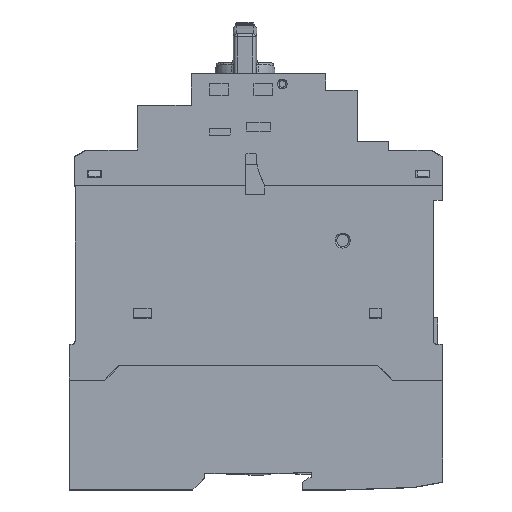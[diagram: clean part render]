
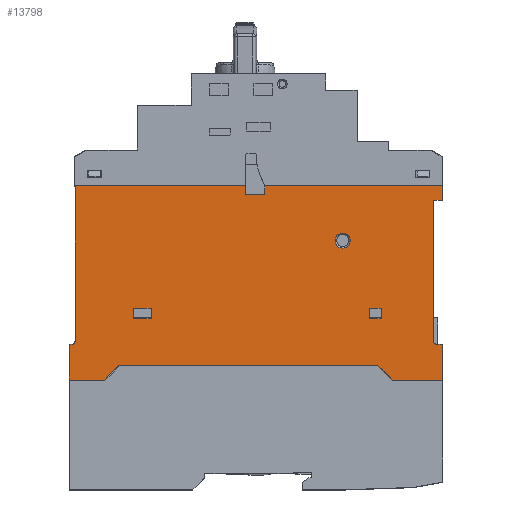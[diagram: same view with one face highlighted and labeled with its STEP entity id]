
A CAD part, top view. The second image highlights one B-rep face of the part: STEP entity #13798.
In plain terms, the highlighted planar face has unit normal (0, 0, 1).
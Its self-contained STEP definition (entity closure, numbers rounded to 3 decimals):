
#262=DIRECTION('',(0.,1.,0.));
#263=VECTOR('',#262,52.);
#264=CARTESIAN_POINT('',(-53.306,15.173,27.));
#265=LINE('',#264,#263);
#488=DIRECTION('',(1.,0.,0.));
#489=VECTOR('',#488,1.);
#490=CARTESIAN_POINT('',(-55.306,14.173,27.));
#491=LINE('',#490,#489);
#581=DIRECTION('',(0.,1.,0.));
#582=VECTOR('',#581,47.2);
#583=CARTESIAN_POINT('',(66.694,15.173,27.));
#584=LINE('',#583,#582);
#588=CARTESIAN_POINT('',(67.694,15.173,27.));
#589=DIRECTION('',(0.,0.,-1.));
#590=DIRECTION('',(0.,-1.,0.));
#591=AXIS2_PLACEMENT_3D('',#588,#589,#590);
#596=DIRECTION('',(0.707,-0.707,0.));
#597=VECTOR('',#596,7.071);
#598=CARTESIAN_POINT('',(47.994,7.173,27.));
#599=LINE('',#598,#597);
#603=DIRECTION('',(0.707,0.707,0.));
#604=VECTOR('',#603,7.071);
#605=CARTESIAN_POINT('',(-43.606,2.173,27.));
#606=LINE('',#605,#604);
#610=CARTESIAN_POINT('',(-54.306,15.173,27.));
#611=DIRECTION('',(0.,0.,-1.));
#612=DIRECTION('',(1.,0.,0.));
#613=AXIS2_PLACEMENT_3D('',#610,#611,#612);
#618=DIRECTION('',(-1.,0.,0.));
#619=VECTOR('',#618,57.);
#620=CARTESIAN_POINT('',(3.694,67.173,27.));
#621=LINE('',#620,#619);
#625=DIRECTION('',(-1.,0.,0.));
#626=VECTOR('',#625,59.5);
#627=CARTESIAN_POINT('',(69.694,67.173,27.));
#628=LINE('',#627,#626);
#632=CARTESIAN_POINT('',(36.294,48.873,27.));
#633=DIRECTION('',(0.,0.,-1.));
#634=DIRECTION('',(1.,0.,0.));
#635=AXIS2_PLACEMENT_3D('',#632,#633,#634);
#640=CARTESIAN_POINT('',(36.294,48.873,27.));
#641=DIRECTION('',(0.,0.,-1.));
#642=DIRECTION('',(-1.,0.,0.));
#643=AXIS2_PLACEMENT_3D('',#640,#641,#642);
#648=DIRECTION('',(-1.,0.,0.));
#649=VECTOR('',#648,4.);
#650=CARTESIAN_POINT('',(49.194,22.673,27.));
#651=LINE('',#650,#649);
#655=DIRECTION('',(0.,-1.,0.));
#656=VECTOR('',#655,3.5);
#657=CARTESIAN_POINT('',(49.194,26.173,27.));
#658=LINE('',#657,#656);
#662=DIRECTION('',(1.,0.,0.));
#663=VECTOR('',#662,4.);
#664=CARTESIAN_POINT('',(45.194,26.173,27.));
#665=LINE('',#664,#663);
#669=DIRECTION('',(0.,1.,0.));
#670=VECTOR('',#669,3.5);
#671=CARTESIAN_POINT('',(45.194,22.673,27.));
#672=LINE('',#671,#670);
#676=DIRECTION('',(0.,1.,0.));
#677=VECTOR('',#676,3.5);
#678=CARTESIAN_POINT('',(-33.806,22.673,27.));
#679=LINE('',#678,#677);
#683=DIRECTION('',(-1.,0.,0.));
#684=VECTOR('',#683,6.);
#685=CARTESIAN_POINT('',(-27.806,22.673,27.));
#686=LINE('',#685,#684);
#690=DIRECTION('',(0.,-1.,0.));
#691=VECTOR('',#690,3.5);
#692=CARTESIAN_POINT('',(-27.806,26.173,27.));
#693=LINE('',#692,#691);
#697=DIRECTION('',(1.,0.,0.));
#698=VECTOR('',#697,6.);
#699=CARTESIAN_POINT('',(-33.806,26.173,27.));
#700=LINE('',#699,#698);
#790=DIRECTION('',(1.,0.,0.));
#791=VECTOR('',#790,2.);
#792=CARTESIAN_POINT('',(67.694,14.173,27.));
#793=LINE('',#792,#791);
#1308=DIRECTION('',(-1.,0.,0.));
#1309=VECTOR('',#1308,3.);
#1310=CARTESIAN_POINT('',(69.694,62.373,27.));
#1311=LINE('',#1310,#1309);
#2446=DIRECTION('',(0.,-1.,0.));
#2447=VECTOR('',#2446,4.8);
#2448=CARTESIAN_POINT('',(69.694,67.173,27.));
#2449=LINE('',#2448,#2447);
#2572=DIRECTION('',(0.,1.,0.));
#2573=VECTOR('',#2572,3.);
#2574=CARTESIAN_POINT('',(10.194,64.173,27.));
#2575=LINE('',#2574,#2573);
#2593=DIRECTION('',(1.,0.,0.));
#2594=VECTOR('',#2593,6.5);
#2595=CARTESIAN_POINT('',(3.694,64.173,27.));
#2596=LINE('',#2595,#2594);
#2621=DIRECTION('',(0.,-1.,0.));
#2622=VECTOR('',#2621,3.);
#2623=CARTESIAN_POINT('',(3.694,67.173,27.));
#2624=LINE('',#2623,#2622);
#7803=DIRECTION('',(0.,1.,0.));
#7804=VECTOR('',#7803,12.);
#7805=CARTESIAN_POINT('',(-55.306,2.173,27.));
#7806=LINE('',#7805,#7804);
#7824=DIRECTION('',(-1.,0.,0.));
#7825=VECTOR('',#7824,11.7);
#7826=CARTESIAN_POINT('',(-43.606,2.173,27.));
#7827=LINE('',#7826,#7825);
#7880=DIRECTION('',(-1.,0.,0.));
#7881=VECTOR('',#7880,86.6);
#7882=CARTESIAN_POINT('',(47.994,7.173,27.));
#7883=LINE('',#7882,#7881);
#7901=DIRECTION('',(-1.,0.,0.));
#7902=VECTOR('',#7901,16.7);
#7903=CARTESIAN_POINT('',(69.694,2.173,27.));
#7904=LINE('',#7903,#7902);
#7915=DIRECTION('',(0.,-1.,0.));
#7916=VECTOR('',#7915,12.);
#7917=CARTESIAN_POINT('',(69.694,14.173,27.));
#7918=LINE('',#7917,#7916);
#11380=CARTESIAN_POINT('',(3.694,64.173,27.));
#11382=VERTEX_POINT('',#11380);
#11400=CARTESIAN_POINT('',(10.194,67.173,27.));
#11402=VERTEX_POINT('',#11400);
#11623=CARTESIAN_POINT('',(66.694,15.173,27.));
#11624=CARTESIAN_POINT('',(66.694,62.373,27.));
#11625=VERTEX_POINT('',#11623);
#11626=VERTEX_POINT('',#11624);
#11799=CARTESIAN_POINT('',(45.194,22.673,27.));
#11801=VERTEX_POINT('',#11799);
#11918=CARTESIAN_POINT('',(45.194,26.173,27.));
#11919=VERTEX_POINT('',#11918);
#12189=CARTESIAN_POINT('',(33.794,48.873,27.));
#12190=CARTESIAN_POINT('',(38.794,48.873,27.));
#12191=VERTEX_POINT('',#12189);
#12192=VERTEX_POINT('',#12190);
#12197=CARTESIAN_POINT('',(49.194,22.673,27.));
#12199=VERTEX_POINT('',#12197);
#12212=CARTESIAN_POINT('',(52.994,2.173,27.));
#12214=VERTEX_POINT('',#12212);
#12243=CARTESIAN_POINT('',(3.694,67.173,27.));
#12244=CARTESIAN_POINT('',(-53.306,67.173,27.));
#12245=VERTEX_POINT('',#12243);
#12246=VERTEX_POINT('',#12244);
#12359=CARTESIAN_POINT('',(49.194,26.173,27.));
#12361=VERTEX_POINT('',#12359);
#12369=CARTESIAN_POINT('',(-55.306,2.173,27.));
#12370=CARTESIAN_POINT('',(-55.306,14.173,27.));
#12371=VERTEX_POINT('',#12369);
#12372=VERTEX_POINT('',#12370);
#12378=CARTESIAN_POINT('',(-43.606,2.173,27.));
#12380=VERTEX_POINT('',#12378);
#12569=CARTESIAN_POINT('',(-33.806,26.173,27.));
#12570=VERTEX_POINT('',#12569);
#12573=CARTESIAN_POINT('',(-53.306,15.173,27.));
#12574=CARTESIAN_POINT('',(-54.306,14.173,27.));
#12575=VERTEX_POINT('',#12573);
#12576=VERTEX_POINT('',#12574);
#12581=CARTESIAN_POINT('',(-27.806,26.173,27.));
#12582=VERTEX_POINT('',#12581);
#12595=CARTESIAN_POINT('',(10.194,64.173,27.));
#12596=VERTEX_POINT('',#12595);
#12895=CARTESIAN_POINT('',(-33.806,22.673,27.));
#12896=VERTEX_POINT('',#12895);
#12933=CARTESIAN_POINT('',(-38.606,7.173,27.));
#12934=VERTEX_POINT('',#12933);
#12998=CARTESIAN_POINT('',(69.694,62.373,27.));
#12999=VERTEX_POINT('',#12998);
#13014=CARTESIAN_POINT('',(69.694,14.173,27.));
#13015=VERTEX_POINT('',#13014);
#13129=CARTESIAN_POINT('',(-27.806,22.673,27.));
#13130=VERTEX_POINT('',#13129);
#13161=CARTESIAN_POINT('',(69.694,67.173,27.));
#13162=VERTEX_POINT('',#13161);
#13177=CARTESIAN_POINT('',(69.694,2.173,27.));
#13178=VERTEX_POINT('',#13177);
#13191=CARTESIAN_POINT('',(67.694,14.173,27.));
#13192=VERTEX_POINT('',#13191);
#13195=CARTESIAN_POINT('',(47.994,7.173,27.));
#13196=VERTEX_POINT('',#13195);
#13729=CARTESIAN_POINT('',(69.694,72.173,27.));
#13730=DIRECTION('',(0.,0.,-1.));
#13731=DIRECTION('',(-1.,0.,0.));
#13732=AXIS2_PLACEMENT_3D('',#13729,#13730,#13731);
#13733=PLANE('',#13732);
#13735=ORIENTED_EDGE('',*,*,#13734,.F.);
#13737=ORIENTED_EDGE('',*,*,#13736,.F.);
#13739=ORIENTED_EDGE('',*,*,#13738,.T.);
#13741=ORIENTED_EDGE('',*,*,#13740,.T.);
#13743=ORIENTED_EDGE('',*,*,#13742,.T.);
#13745=ORIENTED_EDGE('',*,*,#13744,.F.);
#13747=ORIENTED_EDGE('',*,*,#13746,.T.);
#13749=ORIENTED_EDGE('',*,*,#13748,.F.);
#13751=ORIENTED_EDGE('',*,*,#13750,.T.);
#13753=ORIENTED_EDGE('',*,*,#13752,.T.);
#13754=ORIENTED_EDGE('',*,*,#13569,.T.);
#13755=ORIENTED_EDGE('',*,*,#13715,.F.);
#13756=ORIENTED_EDGE('',*,*,#13332,.T.);
#13757=ORIENTED_EDGE('',*,*,#13377,.F.);
#13759=ORIENTED_EDGE('',*,*,#13758,.T.);
#13761=ORIENTED_EDGE('',*,*,#13760,.T.);
#13763=ORIENTED_EDGE('',*,*,#13762,.T.);
#13765=ORIENTED_EDGE('',*,*,#13764,.F.);
#13767=ORIENTED_EDGE('',*,*,#13766,.T.);
#13769=ORIENTED_EDGE('',*,*,#13768,.T.);
#13770=EDGE_LOOP('',(#13735,#13737,#13739,#13741,#13743,#13745,#13747,#13749,
#13751,#13753,#13754,#13755,#13756,#13757,#13759,#13761,#13763,#13765,#13767,
#13769));
#13771=FACE_OUTER_BOUND('',#13770,.F.);
#13773=ORIENTED_EDGE('',*,*,#13772,.F.);
#13775=ORIENTED_EDGE('',*,*,#13774,.F.);
#13776=EDGE_LOOP('',(#13773,#13775));
#13777=FACE_BOUND('',#13776,.F.);
#13779=ORIENTED_EDGE('',*,*,#13778,.F.);
#13781=ORIENTED_EDGE('',*,*,#13780,.F.);
#13783=ORIENTED_EDGE('',*,*,#13782,.F.);
#13785=ORIENTED_EDGE('',*,*,#13784,.F.);
#13786=EDGE_LOOP('',(#13779,#13781,#13783,#13785));
#13787=FACE_BOUND('',#13786,.F.);
#13789=ORIENTED_EDGE('',*,*,#13788,.F.);
#13791=ORIENTED_EDGE('',*,*,#13790,.F.);
#13793=ORIENTED_EDGE('',*,*,#13792,.F.);
#13795=ORIENTED_EDGE('',*,*,#13794,.F.);
#13796=EDGE_LOOP('',(#13789,#13791,#13793,#13795));
#13797=FACE_BOUND('',#13796,.F.);
#592=CIRCLE('',#591,1.);
#614=CIRCLE('',#613,1.);
#636=CIRCLE('',#635,2.5);
#644=CIRCLE('',#643,2.5);
#13332=EDGE_CURVE('',#12575,#12246,#265,.T.);
#13377=EDGE_CURVE('',#12245,#12246,#621,.T.);
#13569=EDGE_CURVE('',#12372,#12576,#491,.T.);
#13715=EDGE_CURVE('',#12575,#12576,#614,.T.);
#13734=EDGE_CURVE('',#11625,#11626,#584,.T.);
#13736=EDGE_CURVE('',#13192,#11625,#592,.T.);
#13738=EDGE_CURVE('',#13192,#13015,#793,.T.);
#13740=EDGE_CURVE('',#13015,#13178,#7918,.T.);
#13742=EDGE_CURVE('',#13178,#12214,#7904,.T.);
#13744=EDGE_CURVE('',#13196,#12214,#599,.T.);
#13746=EDGE_CURVE('',#13196,#12934,#7883,.T.);
#13748=EDGE_CURVE('',#12380,#12934,#606,.T.);
#13750=EDGE_CURVE('',#12380,#12371,#7827,.T.);
#13752=EDGE_CURVE('',#12371,#12372,#7806,.T.);
#13758=EDGE_CURVE('',#12245,#11382,#2624,.T.);
#13760=EDGE_CURVE('',#11382,#12596,#2596,.T.);
#13762=EDGE_CURVE('',#12596,#11402,#2575,.T.);
#13764=EDGE_CURVE('',#13162,#11402,#628,.T.);
#13766=EDGE_CURVE('',#13162,#12999,#2449,.T.);
#13768=EDGE_CURVE('',#12999,#11626,#1311,.T.);
#13772=EDGE_CURVE('',#12192,#12191,#636,.T.);
#13774=EDGE_CURVE('',#12191,#12192,#644,.T.);
#13778=EDGE_CURVE('',#12199,#11801,#651,.T.);
#13780=EDGE_CURVE('',#12361,#12199,#658,.T.);
#13782=EDGE_CURVE('',#11919,#12361,#665,.T.);
#13784=EDGE_CURVE('',#11801,#11919,#672,.T.);
#13788=EDGE_CURVE('',#12896,#12570,#679,.T.);
#13790=EDGE_CURVE('',#13130,#12896,#686,.T.);
#13792=EDGE_CURVE('',#12582,#13130,#693,.T.);
#13794=EDGE_CURVE('',#12570,#12582,#700,.T.);
#13798=ADVANCED_FACE('',(#13771,#13777,#13787,#13797),#13733,.F.);
